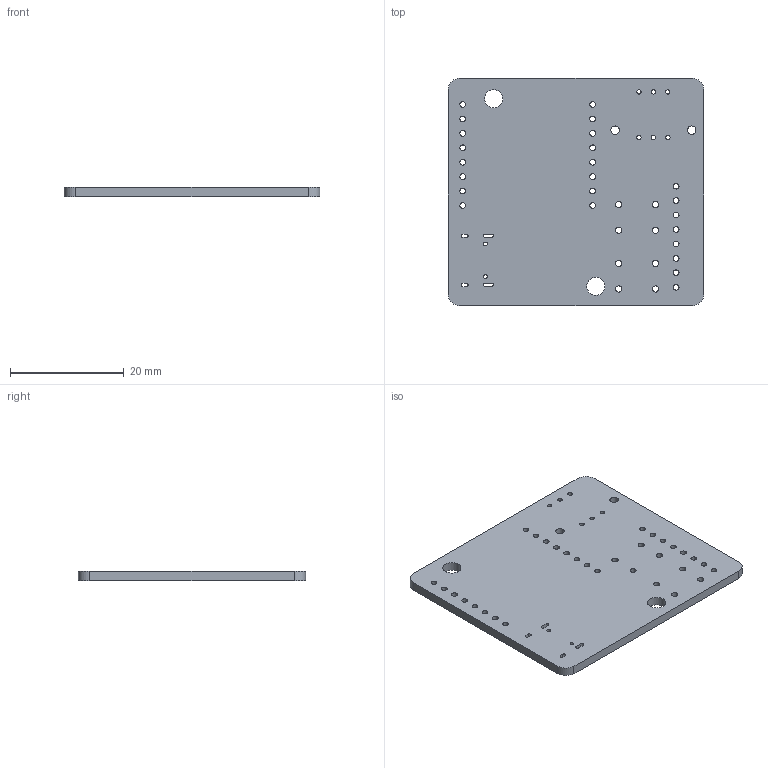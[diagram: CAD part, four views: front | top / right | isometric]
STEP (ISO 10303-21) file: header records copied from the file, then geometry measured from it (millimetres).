
FILE_DESCRIPTION(('KiCad electronic assembly'),'2;1');
FILE_NAME('usb.step','2023-02-14T21:49:04',('Pcbnew'),('Kicad'), 'Open CASCADE STEP processor 7.6','KiCad to STEP converter','Unknown' );
FILE_SCHEMA(('AUTOMOTIVE_DESIGN { 1 0 10303 214 1 1 1 1 }'));
Length unit declared in the file: millimetre
Products named in the file (2): usb 1; usb PCB
Assembly tree (1 placements, depth 2):
  usb 1
    usb PCB
Bounding box: 45 x 40 x 1.6 mm (x, y, z)
Volume: 2790.3 mm3; surface area: 4018.9 mm2
Topology: 1 solids, 1 shells, 70 faces, 204 edges, 136 vertices
Faces by surface type: cylinder 56, plane 14
Full cylindrical faces by diameter (mm): 0.65 x2, 0.762 x6, 1 x24, 1.1 x8, 1.5 x2, 3.2 x2
Entity records: 5271 total; most frequent: DIRECTION 868, CARTESIAN_POINT 820, ORIENTED_EDGE 408, PCURVE 408, DEFINITIONAL_REPRESENTATION 408, LINE 388, VECTOR 388, CIRCLE 224
